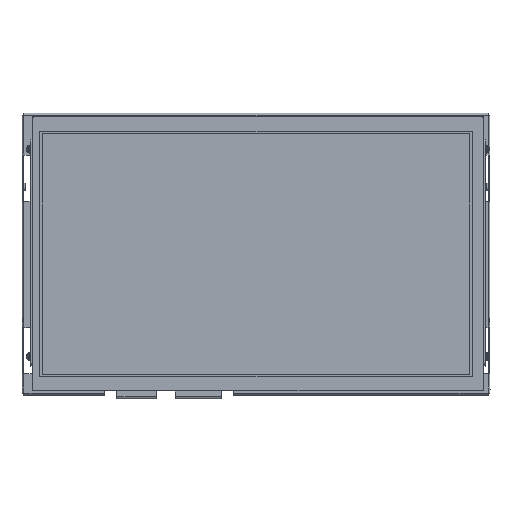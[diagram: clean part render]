
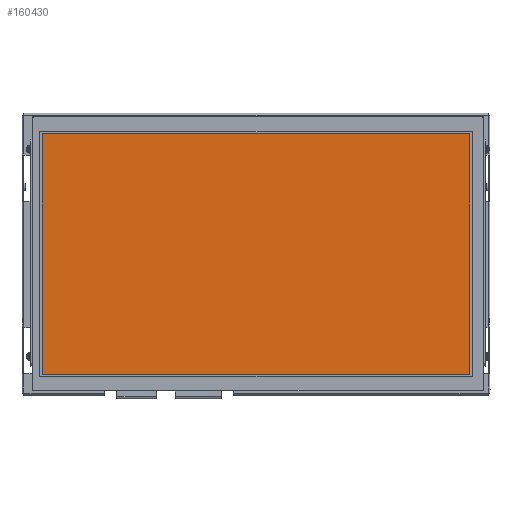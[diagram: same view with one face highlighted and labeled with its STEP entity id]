
A CAD part, top view. The second image highlights one B-rep face of the part: STEP entity #160430.
In plain terms, the highlighted planar face has unit normal (0, 0, 1).
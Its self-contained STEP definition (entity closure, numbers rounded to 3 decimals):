
#5801=PLANE('',#170691);
#13020=FACE_OUTER_BOUND('',#21695,.T.);
#21695=EDGE_LOOP('',(#133283,#133284,#133285,#133286));
#40681=LINE('',#248223,#59778);
#40685=LINE('',#248231,#59782);
#40688=LINE('',#248237,#59785);
#40691=LINE('',#248242,#59788);
#59778=VECTOR('',#201083,10.);
#59782=VECTOR('',#201089,10.);
#59785=VECTOR('',#201094,10.);
#59788=VECTOR('',#201099,10.);
#76227=VERTEX_POINT('',#248221);
#76228=VERTEX_POINT('',#248222);
#76231=VERTEX_POINT('',#248230);
#76233=VERTEX_POINT('',#248236);
#96274=EDGE_CURVE('',#76227,#76228,#40681,.T.);
#96278=EDGE_CURVE('',#76228,#76231,#40685,.T.);
#96281=EDGE_CURVE('',#76231,#76233,#40688,.T.);
#96284=EDGE_CURVE('',#76233,#76227,#40691,.T.);
#133283=ORIENTED_EDGE('',*,*,#96284,.F.);
#133284=ORIENTED_EDGE('',*,*,#96281,.F.);
#133285=ORIENTED_EDGE('',*,*,#96278,.F.);
#133286=ORIENTED_EDGE('',*,*,#96274,.F.);
#160430=ADVANCED_FACE('',(#13020),#5801,.T.);
#170691=AXIS2_PLACEMENT_3D('',#248519,#201365,#201366);
#201083=DIRECTION('',(-1.,0.,0.));
#201089=DIRECTION('',(0.,1.,0.));
#201094=DIRECTION('',(1.,0.,0.));
#201099=DIRECTION('',(0.,-1.,0.));
#201365=DIRECTION('center_axis',(0.,0.,
1.));
#201366=DIRECTION('ref_axis',(1.,0.,0.));
#248221=CARTESIAN_POINT('',(111.36,-62.64,8.61));
#248222=CARTESIAN_POINT('',(-111.36,-62.64,8.61));
#248223=CARTESIAN_POINT('',(-55.18,-62.64,8.61));
#248230=CARTESIAN_POINT('',(-111.36,62.64,8.61));
#248231=CARTESIAN_POINT('',(-111.36,31.395,8.61));
#248236=CARTESIAN_POINT('',(111.36,62.64,8.61));
#248237=CARTESIAN_POINT('',(56.18,62.64,8.61));
#248242=CARTESIAN_POINT('',(111.36,-31.245,8.61));
#248519=CARTESIAN_POINT('Origin',(1.,0.15,8.61));
